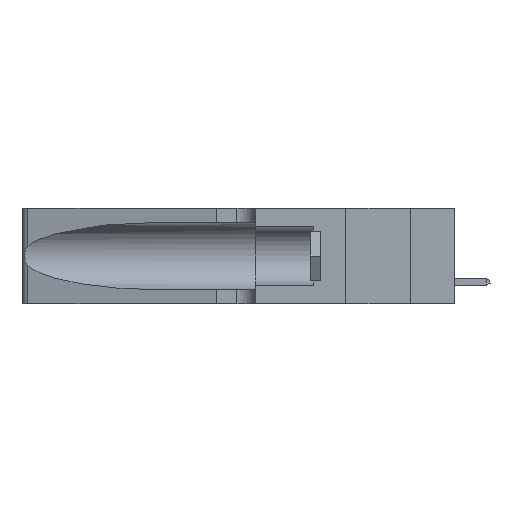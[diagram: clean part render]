
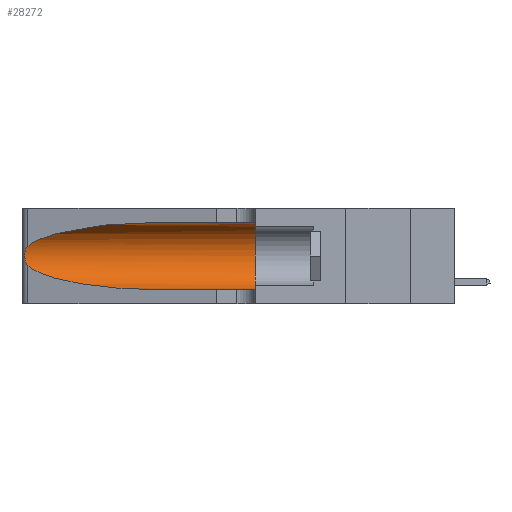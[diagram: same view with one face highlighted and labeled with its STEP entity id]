
A CAD part, left-side view. The second image highlights one B-rep face of the part: STEP entity #28272.
In plain terms, the highlighted cylindrical face has radius 3.308 mm (diameter 6.617 mm), a partial arc.
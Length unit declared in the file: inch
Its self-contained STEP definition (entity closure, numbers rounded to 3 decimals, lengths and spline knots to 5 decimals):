
#229 = VERTEX_POINT ( 'NONE', #1813 ) ;
#1068 = CARTESIAN_POINT ( 'NONE',  ( 0.25854, 1.2359, 0.20912 ) ) ;
#1813 = CARTESIAN_POINT ( 'NONE',  ( 0.25487, 1.22718, 0.14631 ) ) ;
#2452 = EDGE_CURVE ( 'NONE', #29334, #229, #26846, .T. ) ;
#3830 = CARTESIAN_POINT ( 'NONE',  ( 0.26017, 1.23833, 0.17102 ) ) ;
#4246 =( BOUNDED_CURVE ( )  B_SPLINE_CURVE ( 3, ( #23006, #6666, #12167, #26056 ),
 .UNSPECIFIED., .F., .T. ) 
 B_SPLINE_CURVE_WITH_KNOTS ( ( 4, 4 ),
 ( 1.5708, 2.84003 ),
 .UNSPECIFIED. ) 
 CURVE ( )  GEOMETRIC_REPRESENTATION_ITEM ( )  RATIONAL_B_SPLINE_CURVE ( ( 1., 0.87, 0.87, 1. ) ) 
 REPRESENTATION_ITEM ( '' )  );
#4351 = ORIENTED_EDGE ( 'NONE', *, *, #22758, .T. ) ;
#6534 = ORIENTED_EDGE ( 'NONE', *, *, #2452, .T. ) ;
#6666 = CARTESIAN_POINT ( 'NONE',  ( 0.18966, 0.96281, 0.31525 ) ) ;
#6701 = CARTESIAN_POINT ( 'NONE',  ( 0.26075, 1.23896, 0.178 ) ) ;
#6940 = CARTESIAN_POINT ( 'NONE',  ( 0.1305, 0.72297, 0.05475 ) ) ;
#7126 = VERTEX_POINT ( 'NONE', #33141 ) ;
#7194 = CARTESIAN_POINT ( 'NONE',  ( 0.2373, 1.15595, 0.08982 ) ) ;
#7966 = DIRECTION ( 'NONE',  ( 0., -1., 0. ) ) ;
#8261 = CARTESIAN_POINT ( 'NONE',  ( 0.1305, 0.35, 0.05475 ) ) ;
#8825 = DIRECTION ( 'NONE',  ( 0., -1., 0. ) ) ;
#9424 = CARTESIAN_POINT ( 'NONE',  ( 0.25856, 1.23593, 0.16098 ) ) ;
#11945 = CARTESIAN_POINT ( 'NONE',  ( 0.25787, 1.23484, 0.2124 ) ) ;
#12167 = CARTESIAN_POINT ( 'NONE',  ( 0.2373, 1.15595, 0.28018 ) ) ;
#12201 = CARTESIAN_POINT ( 'NONE',  ( 0.25639, 1.23186, 0.15144 ) ) ;
#12660 = CIRCLE ( 'NONE', #22056, 0.13025 ) ;
#12934 = LINE ( 'NONE', #32844, #28902 ) ;
#13555 = VECTOR ( 'NONE', #7966, 39.37008 ) ;
#13707 = ORIENTED_EDGE ( 'NONE', *, *, #28480, .F. ) ;
#14838 = CARTESIAN_POINT ( 'NONE',  ( 0.25487, 1.22718, 0.22369 ) ) ;
#14962 = CARTESIAN_POINT ( 'NONE',  ( 0.25555, 1.22993, 0.14849 ) ) ;
#16096 = CARTESIAN_POINT ( 'NONE',  ( 0.1305, 1.61858, 0.05475 ) ) ;
#16163 = LINE ( 'NONE', #16096, #13555 ) ;
#16456 = VERTEX_POINT ( 'NONE', #32613 ) ;
#16652 = ORIENTED_EDGE ( 'NONE', *, *, #34799, .T. ) ;
#17857 = ORIENTED_EDGE ( 'NONE', *, *, #26758, .F. ) ;
#17972 = CARTESIAN_POINT ( 'NONE',  ( 0.18966, 0.96281, 0.05475 ) ) ;
#18420 = AXIS2_PLACEMENT_3D ( 'NONE', #22692, #8825, #30682 ) ;
#20506 = CARTESIAN_POINT ( 'NONE',  ( 0.25487, 1.22718, 0.14631 ) ) ;
#22056 = AXIS2_PLACEMENT_3D ( 'NONE', #24509, #35590, #35233 ) ;
#22692 = CARTESIAN_POINT ( 'NONE',  ( 0.1305, 1.61858, 0.185 ) ) ;
#22758 = EDGE_CURVE ( 'NONE', #7126, #27662, #16163, .T. ) ;
#23006 = CARTESIAN_POINT ( 'NONE',  ( 0.1305, 0.72297, 0.31525 ) ) ;
#23254 = CARTESIAN_POINT ( 'NONE',  ( 0.25487, 1.22718, 0.22369 ) ) ;
#24509 = CARTESIAN_POINT ( 'NONE',  ( 0.1305, 0.35, 0.185 ) ) ;
#25701 = CARTESIAN_POINT ( 'NONE',  ( 0.25555, 1.22994, 0.2215 ) ) ;
#25961 = CARTESIAN_POINT ( 'NONE',  ( 0.26018, 1.23835, 0.19895 ) ) ;
#26056 = CARTESIAN_POINT ( 'NONE',  ( 0.25487, 1.22718, 0.22369 ) ) ;
#26263 = ORIENTED_EDGE ( 'NONE', *, *, #31574, .T. ) ;
#26758 = EDGE_CURVE ( 'NONE', #32150, #27662, #12660, .T. ) ;
#26799 = CYLINDRICAL_SURFACE ( 'NONE', #18420, 0.13025 ) ;
#26846 = B_SPLINE_CURVE_WITH_KNOTS ( 'NONE', 3,
 ( #14838, #25701, #31612, #11945, #1068, #25961, #31247, #6701, #3830, #9424, #28715, #12201, #14962, #20506 ),
 .UNSPECIFIED., .F., .F.,
 ( 4, 2, 2, 2, 2, 2, 4 ),
 ( 0., 0.00027, 0.00053, 0.00107, 0.0016, 0.00187, 0.00214 ),
 .UNSPECIFIED. ) ;
#27206 = FACE_OUTER_BOUND ( 'NONE', #32618, .T. ) ;
#27662 = VERTEX_POINT ( 'NONE', #8261 ) ;
#28272 = ADVANCED_FACE ( 'NONE', ( #27206 ), #26799, .F. ) ;
#28480 = EDGE_CURVE ( 'NONE', #16456, #32150, #12934, .T. ) ;
#28715 = CARTESIAN_POINT ( 'NONE',  ( 0.25789, 1.23486, 0.15765 ) ) ;
#28837 =( BOUNDED_CURVE ( )  B_SPLINE_CURVE ( 3, ( #31721, #7194, #17972, #6940 ),
 .UNSPECIFIED., .F., .F. ) 
 B_SPLINE_CURVE_WITH_KNOTS ( ( 4, 4 ),
 ( 3.44316, 4.71239 ),
 .UNSPECIFIED. ) 
 CURVE ( )  GEOMETRIC_REPRESENTATION_ITEM ( )  RATIONAL_B_SPLINE_CURVE ( ( 1., 0.87, 0.87, 1. ) ) 
 REPRESENTATION_ITEM ( '' )  );
#28902 = VECTOR ( 'NONE', #35617, 39.37008 ) ;
#29334 = VERTEX_POINT ( 'NONE', #23254 ) ;
#30682 = DIRECTION ( 'NONE',  ( 0., 0., -1. ) ) ;
#31247 = CARTESIAN_POINT ( 'NONE',  ( 0.26075, 1.23896, 0.19203 ) ) ;
#31574 = EDGE_CURVE ( 'NONE', #16456, #29334, #4246, .T. ) ;
#31612 = CARTESIAN_POINT ( 'NONE',  ( 0.25639, 1.23184, 0.21858 ) ) ;
#31721 = CARTESIAN_POINT ( 'NONE',  ( 0.25487, 1.22718, 0.14631 ) ) ;
#32150 = VERTEX_POINT ( 'NONE', #33922 ) ;
#32613 = CARTESIAN_POINT ( 'NONE',  ( 0.1305, 0.72297, 0.31525 ) ) ;
#32618 = EDGE_LOOP ( 'NONE', ( #26263, #6534, #16652, #4351, #17857, #13707 ) ) ;
#32844 = CARTESIAN_POINT ( 'NONE',  ( 0.1305, 1.61858, 0.31525 ) ) ;
#33141 = CARTESIAN_POINT ( 'NONE',  ( 0.1305, 0.72297, 0.05475 ) ) ;
#33922 = CARTESIAN_POINT ( 'NONE',  ( 0.1305, 0.35, 0.31525 ) ) ;
#34799 = EDGE_CURVE ( 'NONE', #229, #7126, #28837, .T. ) ;
#35233 = DIRECTION ( 'NONE',  ( 0., 0., 1. ) ) ;
#35590 = DIRECTION ( 'NONE',  ( 0., 1., 0. ) ) ;
#35617 = DIRECTION ( 'NONE',  ( 0., -1., 0. ) ) ;
